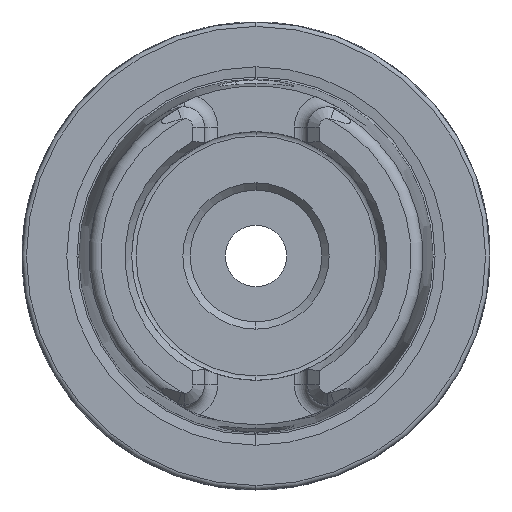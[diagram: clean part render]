
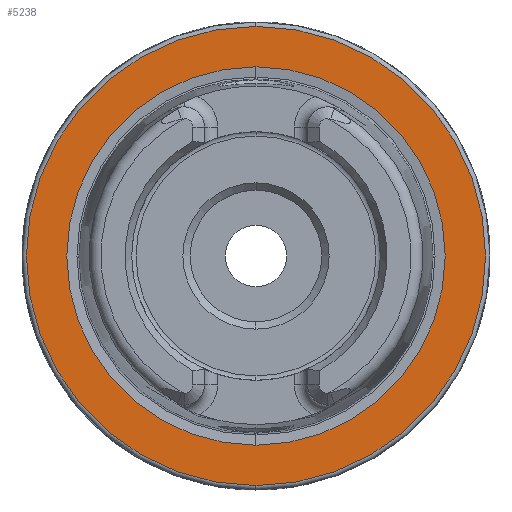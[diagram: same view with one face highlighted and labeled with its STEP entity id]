
A CAD part, left-side view. The second image highlights one B-rep face of the part: STEP entity #5238.
In plain terms, the highlighted planar face has unit normal (-1, 0, 0).
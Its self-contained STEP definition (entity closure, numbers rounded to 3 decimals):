
#155 = CARTESIAN_POINT ( 'NONE',  ( 0., 15.7, 0. ) ) ;
#440 = EDGE_LOOP ( 'NONE', ( #1815, #2468 ) ) ;
#512 = AXIS2_PLACEMENT_3D ( 'NONE', #538, #4645, #1116 ) ;
#538 = CARTESIAN_POINT ( 'NONE',  ( 0., 0., 0. ) ) ;
#869 = AXIS2_PLACEMENT_3D ( 'NONE', #2939, #7071, #3531 ) ;
#1007 = EDGE_LOOP ( 'NONE', ( #4207, #6245 ) ) ;
#1116 = DIRECTION ( 'NONE',  ( 0., 0., 1. ) ) ;
#1332 = CARTESIAN_POINT ( 'NONE',  ( 0., 0., -15.7 ) ) ;
#1337 = VERTEX_POINT ( 'NONE', #5212 ) ;
#1703 = FACE_BOUND ( 'NONE', #1007, .T. ) ;
#1815 = ORIENTED_EDGE ( 'NONE', *, *, #2343, .T. ) ;
#2100 = CIRCLE ( 'NONE', #5904, 15.7 ) ;
#2343 = EDGE_CURVE ( 'NONE', #6393, #6755, #2100, .T. ) ;
#2468 = ORIENTED_EDGE ( 'NONE', *, *, #3029, .T. ) ;
#2491 = DIRECTION ( 'NONE',  ( 1., 0., 0. ) ) ;
#2705 = CARTESIAN_POINT ( 'NONE',  ( 0., 0., 15.7 ) ) ;
#2939 = CARTESIAN_POINT ( 'NONE',  ( 0., 0., 0. ) ) ;
#3029 = EDGE_CURVE ( 'NONE', #6755, #6393, #3278, .T. ) ;
#3278 = CIRCLE ( 'NONE', #6559, 15.7 ) ;
#3531 = DIRECTION ( 'NONE',  ( 0., 0., 1. ) ) ;
#4091 = CARTESIAN_POINT ( 'NONE',  ( 0., 0., 12.939 ) ) ;
#4207 = ORIENTED_EDGE ( 'NONE', *, *, #5064, .F. ) ;
#4453 = AXIS2_PLACEMENT_3D ( 'NONE', #155, #2491, #5441 ) ;
#4645 = DIRECTION ( 'NONE',  ( -1., 0., 0. ) ) ;
#4863 = PLANE ( 'NONE',  #4453 ) ;
#5064 = EDGE_CURVE ( 'NONE', #5571, #1337, #6587, .T. ) ;
#5212 = CARTESIAN_POINT ( 'NONE',  ( 0., 0., -12.939 ) ) ;
#5238 = ADVANCED_FACE ( 'NONE', ( #1703, #6217 ), #4863, .F. ) ;
#5441 = DIRECTION ( 'NONE',  ( 0., 0., -1. ) ) ;
#5571 = VERTEX_POINT ( 'NONE', #4091 ) ;
#5651 = CIRCLE ( 'NONE', #869, 12.939 ) ;
#5904 = AXIS2_PLACEMENT_3D ( 'NONE', #6316, #6288, #6269 ) ;
#5988 = DIRECTION ( 'NONE',  ( 0., 0., 1. ) ) ;
#6006 = EDGE_CURVE ( 'NONE', #1337, #5571, #5651, .T. ) ;
#6043 = DIRECTION ( 'NONE',  ( -1., 0., 0. ) ) ;
#6065 = CARTESIAN_POINT ( 'NONE',  ( 0., 0., 0. ) ) ;
#6217 = FACE_OUTER_BOUND ( 'NONE', #440, .T. ) ;
#6245 = ORIENTED_EDGE ( 'NONE', *, *, #6006, .F. ) ;
#6269 = DIRECTION ( 'NONE',  ( 0., 0., 1. ) ) ;
#6288 = DIRECTION ( 'NONE',  ( -1., 0., 0. ) ) ;
#6316 = CARTESIAN_POINT ( 'NONE',  ( 0., 0., 0. ) ) ;
#6393 = VERTEX_POINT ( 'NONE', #2705 ) ;
#6559 = AXIS2_PLACEMENT_3D ( 'NONE', #6065, #6043, #5988 ) ;
#6587 = CIRCLE ( 'NONE', #512, 12.939 ) ;
#6755 = VERTEX_POINT ( 'NONE', #1332 ) ;
#7071 = DIRECTION ( 'NONE',  ( -1., 0., 0. ) ) ;
